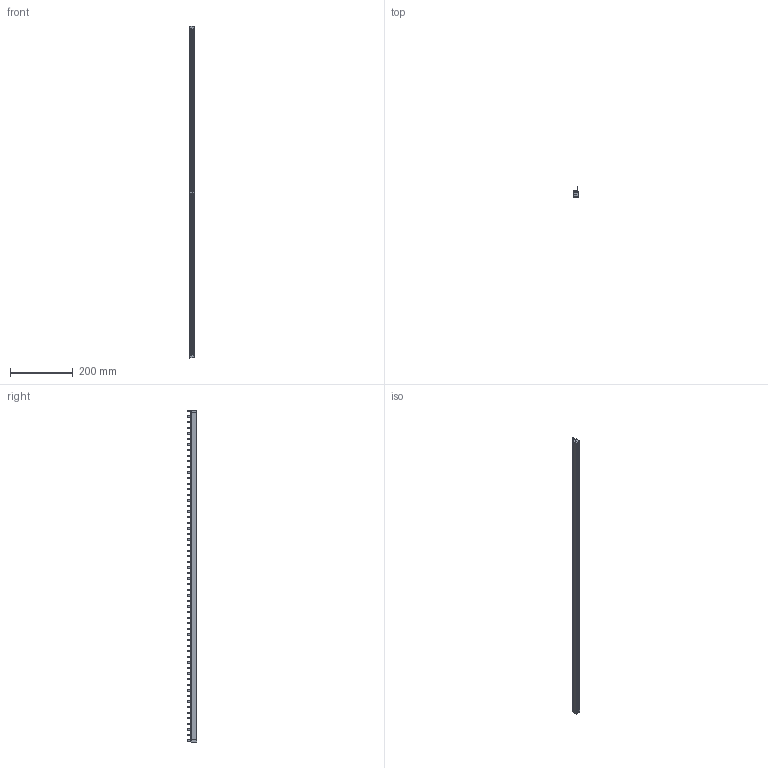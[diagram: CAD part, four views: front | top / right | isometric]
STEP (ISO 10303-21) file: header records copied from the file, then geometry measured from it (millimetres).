
FILE_DESCRIPTION (( 'STEP AP203' ), '1' );
FILE_NAME ('Trifaze Müþterek W Otomat Barasý - 20 Modül -- ONKA - 3070.STEP', '2020-08-19T14:22:37', ( '' ), ( '' ), 'SwSTEP 2.0', 'SolidWorks 2011', '' );
FILE_SCHEMA (( 'CONFIG_CONTROL_DESIGN' ));
Products named in the file (1): Trifaze Müþterek W Otomat Barasý - 20 Modül -- ONKA - 3070
Bounding box: 16.4 x 30.75 x 1060 mm (x, y, z)
Volume: 198488.1 mm3; surface area: 137595.6 mm2
Topology: 1 solids, 1 shells, 3133 faces, 9284 edges, 6173 vertices
Faces by surface type: plane 2810, cylinder 323
Entity records: 107344 total; most frequent: CARTESIAN_POINT 24583, ORIENTED_EDGE 18568, DIRECTION 14957, EDGE_CURVE 9284, LINE 8575, VECTOR 8575, VERTEX_POINT 6173, AXIS2_PLACEMENT_3D 3191
